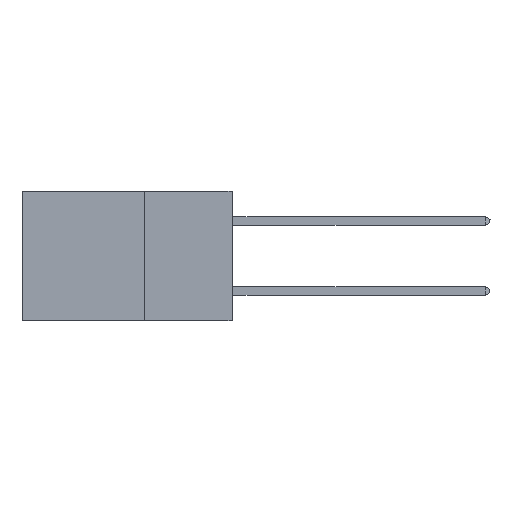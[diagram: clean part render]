
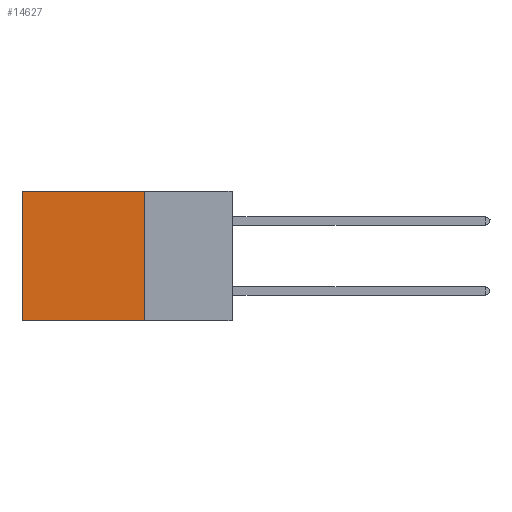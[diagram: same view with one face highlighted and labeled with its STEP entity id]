
A CAD part, left-side view. The second image highlights one B-rep face of the part: STEP entity #14627.
In plain terms, the highlighted planar face has unit normal (-1, 0, 0).
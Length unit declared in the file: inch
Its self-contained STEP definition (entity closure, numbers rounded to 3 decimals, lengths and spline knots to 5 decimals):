
#288 = LINE ( 'NONE', #24726, #13096 ) ;
#1148 = CARTESIAN_POINT ( 'NONE',  ( 0.2875, 0.25, -0.37 ) ) ;
#1450 = DIRECTION ( 'NONE',  ( 0., 0., -1. ) ) ;
#1549 = EDGE_CURVE ( 'NONE', #4556, #20059, #288, .T. ) ;
#1931 = CARTESIAN_POINT ( 'NONE',  ( 0.2875, 0.25, 0. ) ) ;
#2270 = AXIS2_PLACEMENT_3D ( 'NONE', #19535, #21512, #23525 ) ;
#4556 = VERTEX_POINT ( 'NONE', #22690 ) ;
#5209 = CARTESIAN_POINT ( 'NONE',  ( 0.2875, 0.25, 0. ) ) ;
#5335 = DIRECTION ( 'NONE',  ( 0., 1., 0. ) ) ;
#6101 = CARTESIAN_POINT ( 'NONE',  ( 0.2875, 0.25, -0.37 ) ) ;
#6137 = FACE_OUTER_BOUND ( 'NONE', #7140, .T. ) ;
#6611 = ORIENTED_EDGE ( 'NONE', *, *, #1549, .T. ) ;
#7140 = EDGE_LOOP ( 'NONE', ( #6611, #18361, #23070, #7434 ) ) ;
#7434 = ORIENTED_EDGE ( 'NONE', *, *, #19038, .T. ) ;
#9110 = LINE ( 'NONE', #16729, #19967 ) ;
#9585 = DIRECTION ( 'NONE',  ( 0., 0., -1. ) ) ;
#10105 = VERTEX_POINT ( 'NONE', #6101 ) ;
#10737 = EDGE_CURVE ( 'NONE', #10105, #20059, #16678, .T. ) ;
#10940 = DIRECTION ( 'NONE',  ( 0., 1., 0. ) ) ;
#13096 = VECTOR ( 'NONE', #9585, 39.37008 ) ;
#13776 = PLANE ( 'NONE',  #2270 ) ;
#14627 = ADVANCED_FACE ( 'NONE', ( #6137 ), #13776, .F. ) ;
#16635 = VERTEX_POINT ( 'NONE', #5209 ) ;
#16678 = LINE ( 'NONE', #1148, #19374 ) ;
#16729 = CARTESIAN_POINT ( 'NONE',  ( 0.2875, 0.25, 0. ) ) ;
#16753 = VECTOR ( 'NONE', #1450, 39.37008 ) ;
#18361 = ORIENTED_EDGE ( 'NONE', *, *, #10737, .F. ) ;
#18628 = LINE ( 'NONE', #1931, #16753 ) ;
#19031 = EDGE_CURVE ( 'NONE', #16635, #10105, #18628, .T. ) ;
#19038 = EDGE_CURVE ( 'NONE', #16635, #4556, #9110, .T. ) ;
#19374 = VECTOR ( 'NONE', #10940, 39.37008 ) ;
#19535 = CARTESIAN_POINT ( 'NONE',  ( 0.2875, 0.25, 0. ) ) ;
#19967 = VECTOR ( 'NONE', #5335, 39.37008 ) ;
#20059 = VERTEX_POINT ( 'NONE', #20130 ) ;
#20130 = CARTESIAN_POINT ( 'NONE',  ( 0.2875, 0.6, -0.37 ) ) ;
#21512 = DIRECTION ( 'NONE',  ( 1., 0., 0. ) ) ;
#22690 = CARTESIAN_POINT ( 'NONE',  ( 0.2875, 0.6, 0. ) ) ;
#23070 = ORIENTED_EDGE ( 'NONE', *, *, #19031, .F. ) ;
#23525 = DIRECTION ( 'NONE',  ( 0., 0., -1. ) ) ;
#24726 = CARTESIAN_POINT ( 'NONE',  ( 0.2875, 0.6, 0. ) ) ;
